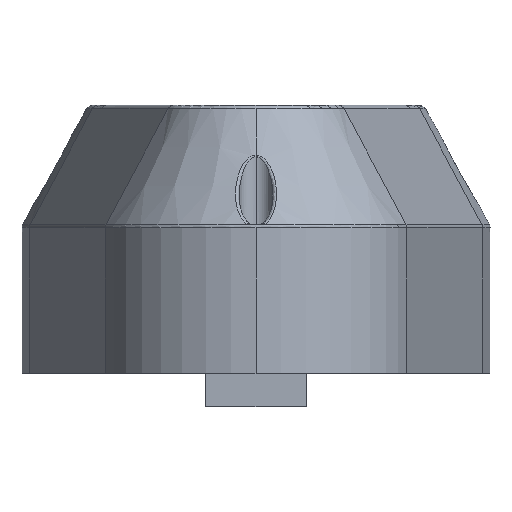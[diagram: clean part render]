
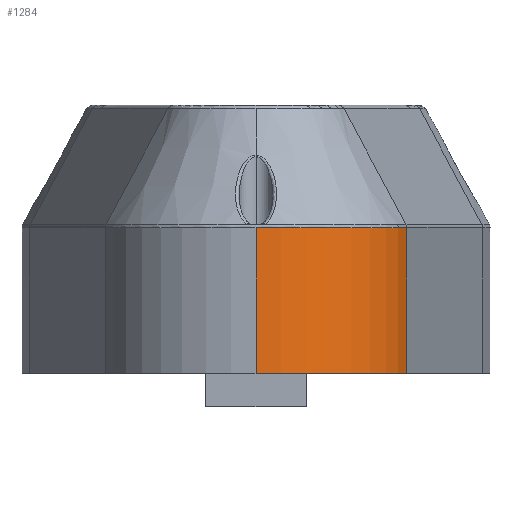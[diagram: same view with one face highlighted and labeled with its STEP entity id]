
A CAD part, left-side view. The second image highlights one B-rep face of the part: STEP entity #1284.
In plain terms, the highlighted cylindrical face has radius 46.602 mm (diameter 93.205 mm), a partial arc.
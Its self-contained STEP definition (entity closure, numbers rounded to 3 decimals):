
#15 = VERTEX_POINT ( 'NONE', #2962 ) ;
#111 = VECTOR ( 'NONE', #4064, 1000. ) ;
#131 = EDGE_CURVE ( 'NONE', #3476, #3788, #4102, .T. ) ;
#233 = CARTESIAN_POINT ( 'NONE',  ( 0., 127.009, 43.402 ) ) ;
#615 = ORIENTED_EDGE ( 'NONE', *, *, #1316, .F. ) ;
#788 = ORIENTED_EDGE ( 'NONE', *, *, #2818, .T. ) ;
#921 = VECTOR ( 'NONE', #2775, 1000. ) ;
#943 = DIRECTION ( 'NONE',  ( 0., 0., -1. ) ) ;
#1141 = ORIENTED_EDGE ( 'NONE', *, *, #131, .T. ) ;
#1153 = CARTESIAN_POINT ( 'NONE',  ( 0., 127.009, 0. ) ) ;
#1190 = CARTESIAN_POINT ( 'NONE',  ( -46.602, 127.009, 80. ) ) ;
#1257 = FACE_OUTER_BOUND ( 'NONE', #3785, .T. ) ;
#1284 = ADVANCED_FACE ( 'NONE', ( #1257 ), #2157, .T. ) ;
#1316 = EDGE_CURVE ( 'NONE', #2842, #3788, #4111, .T. ) ;
#1443 = DIRECTION ( 'NONE',  ( 0., 0., 1. ) ) ;
#1464 = DIRECTION ( 'NONE',  ( 1., 0., 0. ) ) ;
#1479 = CARTESIAN_POINT ( 'NONE',  ( -12.115, 82.009, 0. ) ) ;
#1892 = AXIS2_PLACEMENT_3D ( 'NONE', #1153, #1443, #1464 ) ;
#2154 = EDGE_CURVE ( 'NONE', #15, #3476, #3053, .T. ) ;
#2157 = CYLINDRICAL_SURFACE ( 'NONE', #2357, 46.602 ) ;
#2179 = DIRECTION ( 'NONE',  ( -1., 0., 0. ) ) ;
#2186 = ORIENTED_EDGE ( 'NONE', *, *, #2154, .T. ) ;
#2357 = AXIS2_PLACEMENT_3D ( 'NONE', #3820, #943, #2179 ) ;
#2450 = CARTESIAN_POINT ( 'NONE',  ( -12.115, 82.009, 43.402 ) ) ;
#2680 = DIRECTION ( 'NONE',  ( 0., 0., -1. ) ) ;
#2773 = AXIS2_PLACEMENT_3D ( 'NONE', #233, #2680, #3718 ) ;
#2775 = DIRECTION ( 'NONE',  ( 0., 0., -1. ) ) ;
#2818 = EDGE_CURVE ( 'NONE', #2842, #15, #2976, .T. ) ;
#2842 = VERTEX_POINT ( 'NONE', #2450 ) ;
#2962 = CARTESIAN_POINT ( 'NONE',  ( -46.602, 127.009, 43.402 ) ) ;
#2976 = CIRCLE ( 'NONE', #2773, 46.602 ) ;
#3053 = LINE ( 'NONE', #1190, #921 ) ;
#3476 = VERTEX_POINT ( 'NONE', #4081 ) ;
#3479 = CARTESIAN_POINT ( 'NONE',  ( -12.115, 82.009, 80. ) ) ;
#3718 = DIRECTION ( 'NONE',  ( 1., 0., 0. ) ) ;
#3785 = EDGE_LOOP ( 'NONE', ( #788, #2186, #1141, #615 ) ) ;
#3788 = VERTEX_POINT ( 'NONE', #1479 ) ;
#3820 = CARTESIAN_POINT ( 'NONE',  ( 0., 127.009, 80. ) ) ;
#4064 = DIRECTION ( 'NONE',  ( 0., 0., -1. ) ) ;
#4081 = CARTESIAN_POINT ( 'NONE',  ( -46.602, 127.009, 0. ) ) ;
#4102 = CIRCLE ( 'NONE', #1892, 46.602 ) ;
#4111 = LINE ( 'NONE', #3479, #111 ) ;
